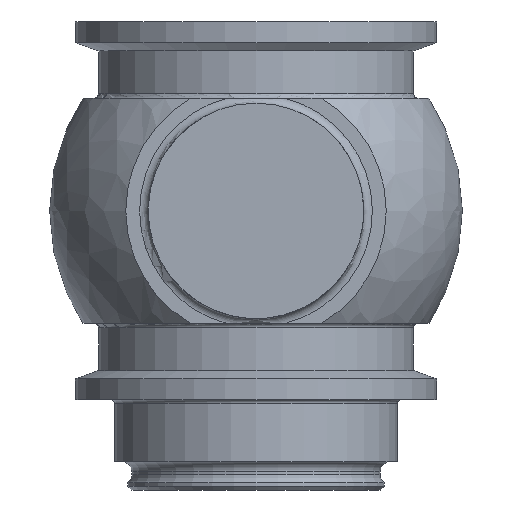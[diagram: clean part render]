
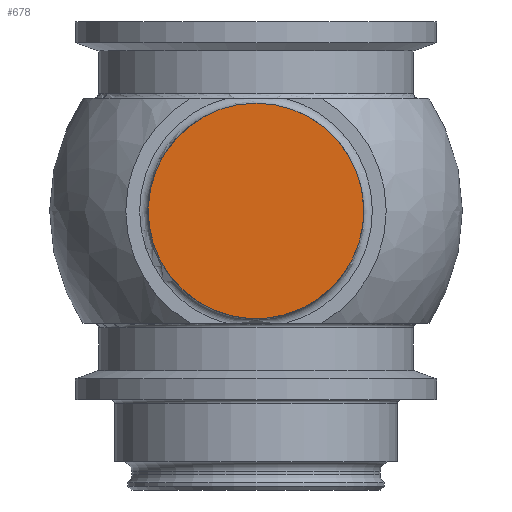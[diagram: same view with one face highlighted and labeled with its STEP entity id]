
A CAD part, left-side view. The second image highlights one B-rep face of the part: STEP entity #678.
In plain terms, the highlighted planar face has unit normal (-1, 0, 0).
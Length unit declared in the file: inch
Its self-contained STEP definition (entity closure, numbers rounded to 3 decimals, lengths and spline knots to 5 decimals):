
#90=FACE_OUTER_BOUND('',#125,.T.);
#125=EDGE_LOOP('',(#438,#439));
#162=CIRCLE('',#734,0.75);
#163=CIRCLE('',#735,0.75);
#243=VERTEX_POINT('',#1105);
#244=VERTEX_POINT('',#1106);
#325=EDGE_CURVE('',#243,#244,#162,.T.);
#326=EDGE_CURVE('',#244,#243,#163,.T.);
#438=ORIENTED_EDGE('',*,*,#325,.F.);
#439=ORIENTED_EDGE('',*,*,#326,.F.);
#664=PLANE('',#733);
#678=ADVANCED_FACE('',(#90),#664,.T.);
#733=AXIS2_PLACEMENT_3D('',#1104,#851,#852);
#734=AXIS2_PLACEMENT_3D('',#1107,#853,#854);
#735=AXIS2_PLACEMENT_3D('',#1108,#855,#856);
#851=DIRECTION('center_axis',(-1.,0.,0.));
#852=DIRECTION('ref_axis',(0.,0.954,-0.3));
#853=DIRECTION('center_axis',(1.,0.,0.));
#854=DIRECTION('ref_axis',(0.,-0.954,0.3));
#855=DIRECTION('center_axis',(1.,0.,0.));
#856=DIRECTION('ref_axis',(0.,-0.954,0.3));
#1104=CARTESIAN_POINT('Origin',(-4.01,0.,0.));
#1105=CARTESIAN_POINT('',(-4.01,0.71542,-0.2251));
#1106=CARTESIAN_POINT('',(-4.01,0.,0.75));
#1107=CARTESIAN_POINT('Origin',(-4.01,0.,0.));
#1108=CARTESIAN_POINT('Origin',(-4.01,0.,0.));
